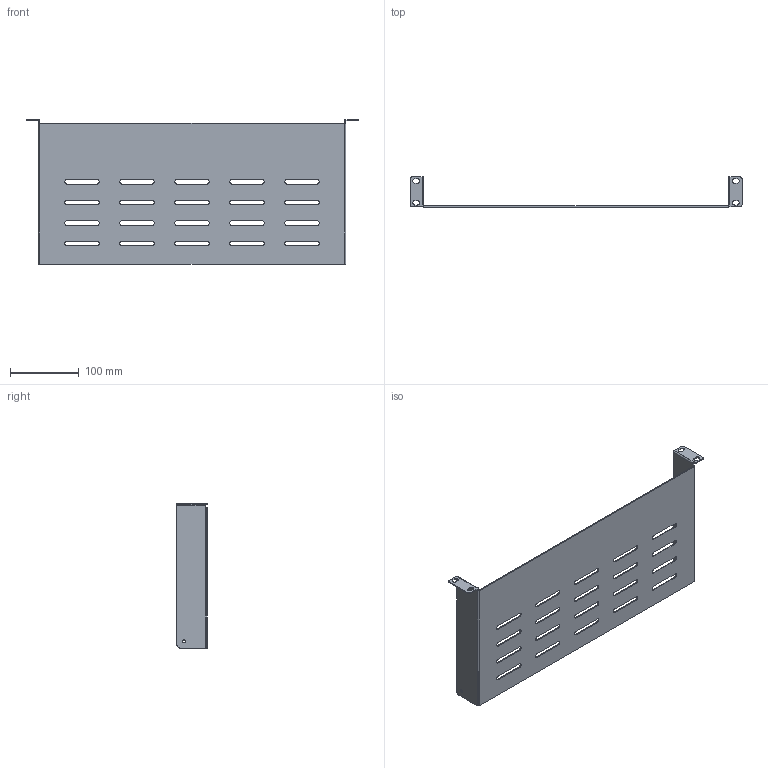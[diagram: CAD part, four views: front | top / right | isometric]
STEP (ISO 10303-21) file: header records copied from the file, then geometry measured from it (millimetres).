
FILE_DESCRIPTION (( 'STEP AP214' ), '1' );
FILE_NAME ('LC-SW2P1USH210NP2-W_LC_3D.step', '2023-06-23T21:33:28', ( '' ), ( '' ), 'SwSTEP 2.0', 'SolidWorks 2022', '' );
FILE_SCHEMA (( 'AUTOMOTIVE_DESIGN' ));
Length unit declared in the file: millimetre
Products named in the file (1): LC-SW2P1USH210NP2-W_LC_3D
Bounding box: 483 x 44 x 210 mm (x, y, z)
Volume: 156175.5 mm3; surface area: 214015.1 mm2
Topology: 1 solids, 1 shells, 158 faces, 440 edges, 284 vertices
Faces by surface type: plane 86, cylinder 72
Entity records: 5202 total; most frequent: DIRECTION 902, CARTESIAN_POINT 883, ORIENTED_EDGE 880, EDGE_CURVE 440, AXIS2_PLACEMENT_3D 303, LINE 296, VECTOR 296, VERTEX_POINT 284
